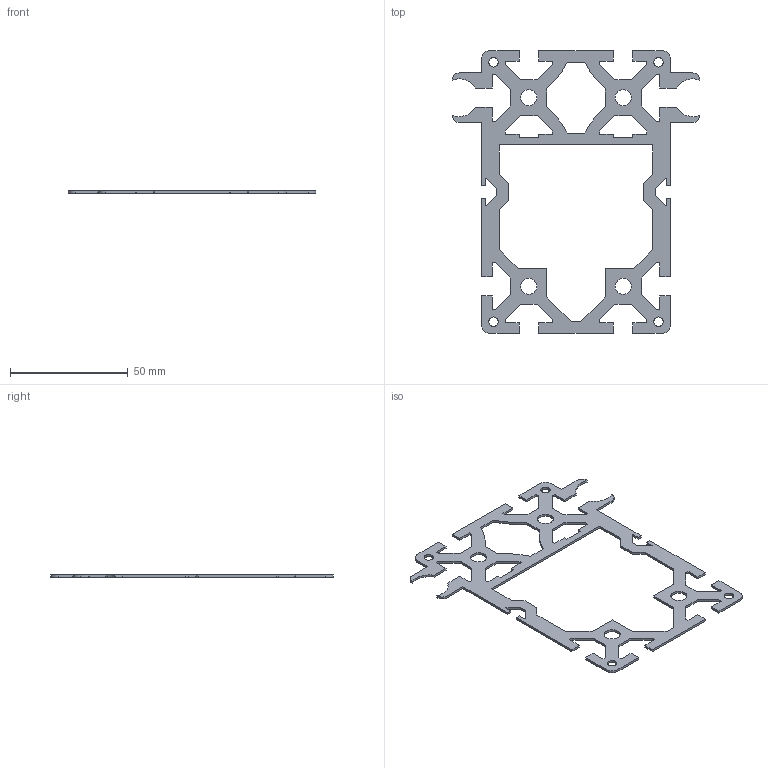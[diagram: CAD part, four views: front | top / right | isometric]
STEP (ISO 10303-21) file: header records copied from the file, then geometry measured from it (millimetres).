
FILE_DESCRIPTION((''),'2;1');
FILE_NAME('SP890_extern.ipt.step','2007-09-10T15:12:20',(''),(''),'Autodesk Inventor 11','Autodesk Inventor 11','');
FILE_SCHEMA(('AUTOMOTIVE_DESIGN { 1 0 10303 214 1 1 1 1 }'));
Length unit declared in the file: millimetre
Products named in the file (1): SP890_extern
Bounding box: 105 x 120 x 1 mm (x, y, z)
Volume: 3777.5 mm3; surface area: 8993.3 mm2
Topology: 1 solids, 1 shells, 182 faces, 548 edges, 368 vertices
Faces by surface type: plane 149, cylinder 20, bspline 13
Full cylindrical faces by diameter (mm): 4 x2, 6.8 x2
Entity records: 6095 total; most frequent: CARTESIAN_POINT 1170, ORIENTED_EDGE 1064, DIRECTION 920, EDGE_CURVE 532, VECTOR 484, LINE 484, VERTEX_POINT 360, AXIS2_PLACEMENT_3D 218
